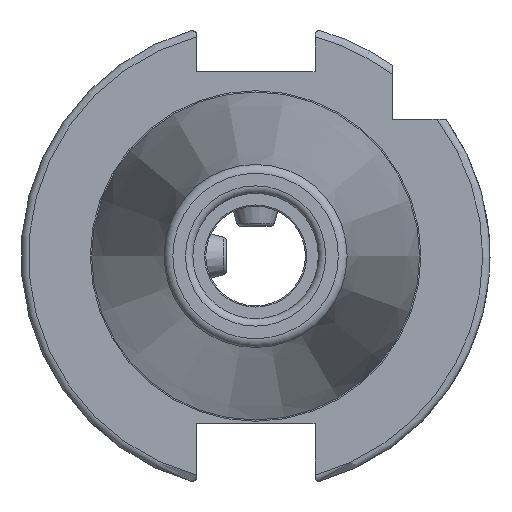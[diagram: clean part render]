
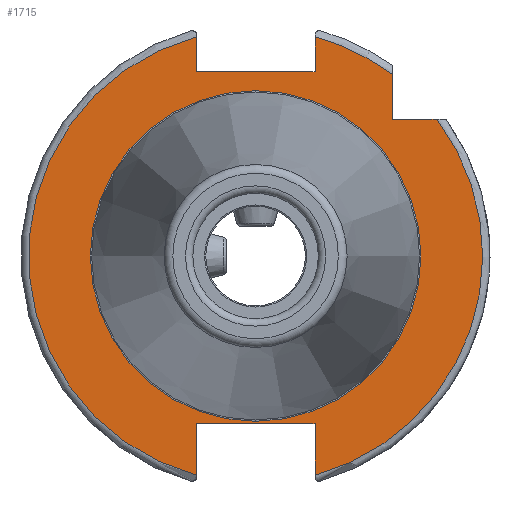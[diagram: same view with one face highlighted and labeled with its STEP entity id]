
A CAD part, left-side view. The second image highlights one B-rep face of the part: STEP entity #1715.
In plain terms, the highlighted planar face has unit normal (-1, 0, 0).
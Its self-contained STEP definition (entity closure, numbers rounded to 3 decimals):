
#73=FACE_BOUND('',#341,.T.);
#101=PLANE('',#1938);
#232=FACE_OUTER_BOUND('',#340,.T.);
#340=EDGE_LOOP('',(#1437,#1438,#1439,#1440,#1441,#1442,#1443,#1444,#1445,
#1446,#1447));
#341=EDGE_LOOP('',(#1448));
#409=LINE('',#2821,#519);
#416=LINE('',#2864,#526);
#438=LINE('',#3104,#548);
#451=LINE('',#3193,#561);
#455=LINE('',#3214,#565);
#457=LINE('',#3217,#567);
#458=LINE('',#3220,#568);
#459=LINE('',#3221,#569);
#519=VECTOR('',#2156,10.);
#526=VECTOR('',#2165,10.);
#548=VECTOR('',#2261,10.);
#561=VECTOR('',#2300,10.);
#565=VECTOR('',#2322,10.);
#567=VECTOR('',#2326,10.);
#568=VECTOR('',#2329,10.);
#569=VECTOR('',#2330,10.);
#640=CIRCLE('',#1879,30.775);
#656=CIRCLE('',#1912,30.775);
#660=CIRCLE('',#1921,30.775);
#665=CIRCLE('',#1939,22.4);
#751=VERTEX_POINT('',#2819);
#752=VERTEX_POINT('',#2820);
#761=VERTEX_POINT('',#2863);
#770=VERTEX_POINT('',#2905);
#797=VERTEX_POINT('',#3053);
#798=VERTEX_POINT('',#3060);
#807=VERTEX_POINT('',#3102);
#814=VERTEX_POINT('',#3152);
#822=VERTEX_POINT('',#3192);
#827=VERTEX_POINT('',#3213);
#828=VERTEX_POINT('',#3219);
#829=VERTEX_POINT('',#3222);
#934=EDGE_CURVE('',#751,#752,#409,.T.);
#945=EDGE_CURVE('',#761,#751,#416,.T.);
#955=EDGE_CURVE('',#761,#770,#640,.T.);
#999=EDGE_CURVE('',#797,#798,#656,.T.);
#1011=EDGE_CURVE('',#797,#807,#438,.T.);
#1022=EDGE_CURVE('',#814,#752,#660,.T.);
#1036=EDGE_CURVE('',#822,#798,#451,.T.);
#1045=EDGE_CURVE('',#827,#770,#455,.T.);
#1047=EDGE_CURVE('',#807,#827,#457,.T.);
#1048=EDGE_CURVE('',#814,#828,#458,.T.);
#1049=EDGE_CURVE('',#828,#822,#459,.T.);
#1050=EDGE_CURVE('',#829,#829,#665,.T.);
#1437=ORIENTED_EDGE('',*,*,#934,.T.);
#1438=ORIENTED_EDGE('',*,*,#1022,.F.);
#1439=ORIENTED_EDGE('',*,*,#1048,.T.);
#1440=ORIENTED_EDGE('',*,*,#1049,.T.);
#1441=ORIENTED_EDGE('',*,*,#1036,.T.);
#1442=ORIENTED_EDGE('',*,*,#999,.F.);
#1443=ORIENTED_EDGE('',*,*,#1011,.T.);
#1444=ORIENTED_EDGE('',*,*,#1047,.T.);
#1445=ORIENTED_EDGE('',*,*,#1045,.T.);
#1446=ORIENTED_EDGE('',*,*,#955,.F.);
#1447=ORIENTED_EDGE('',*,*,#945,.T.);
#1448=ORIENTED_EDGE('',*,*,#1050,.T.);
#1715=ADVANCED_FACE('',(#232,#73),#101,.T.);
#1879=AXIS2_PLACEMENT_3D('',#2906,#2173,#2174);
#1912=AXIS2_PLACEMENT_3D('',#3061,#2250,#2251);
#1921=AXIS2_PLACEMENT_3D('',#3159,#2276,#2277);
#1938=AXIS2_PLACEMENT_3D('',#3218,#2327,#2328);
#1939=AXIS2_PLACEMENT_3D('',#3223,#2331,#2332);
#2156=DIRECTION('',(0.,0.,1.));
#2165=DIRECTION('',(0.,1.,0.));
#2173=DIRECTION('center_axis',(1.,0.,0.));
#2174=DIRECTION('ref_axis',(0.,0.,-1.));
#2250=DIRECTION('center_axis',(1.,0.,0.));
#2251=DIRECTION('ref_axis',(0.,0.,-1.));
#2261=DIRECTION('',(0.,0.,1.));
#2276=DIRECTION('center_axis',(1.,0.,0.));
#2277=DIRECTION('ref_axis',(0.,0.,-1.));
#2300=DIRECTION('',(0.,0.,1.));
#2322=DIRECTION('',(0.,0.,-1.));
#2326=DIRECTION('',(0.,-1.,0.));
#2327=DIRECTION('center_axis',(-1.,0.,0.));
#2328=DIRECTION('ref_axis',(0.,0.,1.));
#2329=DIRECTION('',(0.,0.,-1.));
#2330=DIRECTION('',(0.,1.,0.));
#2331=DIRECTION('center_axis',(1.,0.,0.));
#2332=DIRECTION('ref_axis',(0.,0.,-1.));
#2819=CARTESIAN_POINT('',(3.2,-18.5,18.5));
#2820=CARTESIAN_POINT('',(3.2,-18.5,24.594));
#2821=CARTESIAN_POINT('',(3.2,-18.5,14.25));
#2863=CARTESIAN_POINT('',(3.2,-24.594,18.5));
#2864=CARTESIAN_POINT('',(3.2,6.138,18.5));
#2905=CARTESIAN_POINT('',(3.2,-8.05,-29.704));
#2906=CARTESIAN_POINT('Origin',(3.2,0.,0.));
#3053=CARTESIAN_POINT('',(3.2,8.05,-29.704));
#3060=CARTESIAN_POINT('',(3.2,8.05,29.704));
#3061=CARTESIAN_POINT('Origin',(3.2,0.,0.));
#3102=CARTESIAN_POINT('',(3.2,8.05,-22.7));
#3104=CARTESIAN_POINT('',(3.2,8.05,-11.35));
#3152=CARTESIAN_POINT('',(3.2,-8.05,29.704));
#3159=CARTESIAN_POINT('Origin',(3.2,0.,0.));
#3192=CARTESIAN_POINT('',(3.2,8.05,25.));
#3193=CARTESIAN_POINT('',(3.2,8.05,12.5));
#3213=CARTESIAN_POINT('',(3.2,-8.05,-22.7));
#3214=CARTESIAN_POINT('',(3.2,-8.05,-11.35));
#3217=CARTESIAN_POINT('',(3.2,15.388,-22.7));
#3218=CARTESIAN_POINT('Origin',(3.2,30.775,0.));
#3219=CARTESIAN_POINT('',(3.2,-8.05,25.));
#3220=CARTESIAN_POINT('',(3.2,-8.05,12.5));
#3221=CARTESIAN_POINT('',(3.2,15.388,25.));
#3222=CARTESIAN_POINT('',(3.2,0.,22.4));
#3223=CARTESIAN_POINT('Origin',(3.2,0.,0.));
